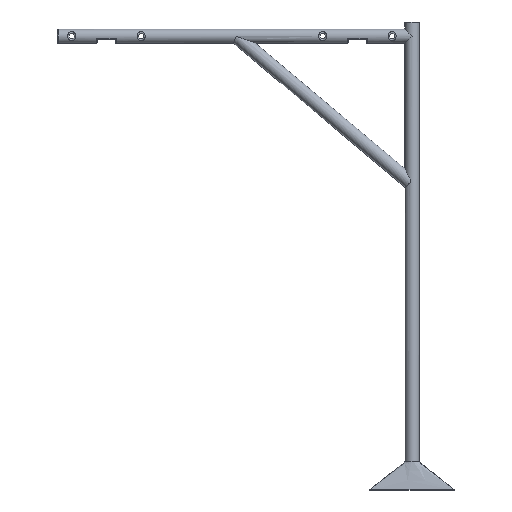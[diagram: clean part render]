
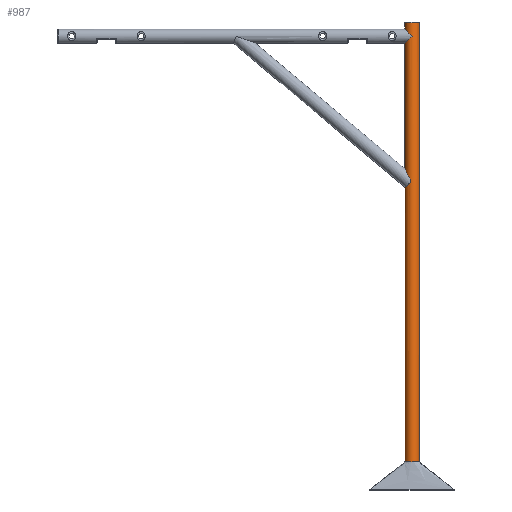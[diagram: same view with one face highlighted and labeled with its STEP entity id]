
A CAD part, front view. The second image highlights one B-rep face of the part: STEP entity #987.
In plain terms, the highlighted cylindrical face has radius 2.5 mm (diameter 5 mm), a full revolution.
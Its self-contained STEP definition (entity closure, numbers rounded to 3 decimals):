
#22=FACE_BOUND('',#251,.T.);
#23=FACE_BOUND('',#252,.T.);
#50=CIRCLE('',#1091,2.5);
#51=CIRCLE('',#1092,2.5);
#52=CIRCLE('',#1094,2.5);
#53=CIRCLE('',#1095,2.5);
#54=CIRCLE('',#1096,2.5);
#55=CIRCLE('',#1097,2.5);
#56=CIRCLE('',#1098,2.5);
#106=LINE('',#2054,#140);
#140=VECTOR('',#1278,2.5);
#157=CYLINDRICAL_SURFACE('',#1093,2.5);
#190=FACE_OUTER_BOUND('',#250,.T.);
#250=EDGE_LOOP('',(#804,#805,#806,#807,#808,#809,#810,#811,#812));
#251=EDGE_LOOP('',(#813,#814,#815,#816));
#252=EDGE_LOOP('',(#817,#818));
#357=ELLIPSE('',#1045,2.758,2.5);
#358=ELLIPSE('',#1047,5.916,2.5);
#359=ELLIPSE('',#1052,3.889,2.5);
#362=ELLIPSE('',#1058,3.889,2.5);
#363=ELLIPSE('',#1071,3.536,2.5);
#364=ELLIPSE('',#1072,3.536,2.5);
#385=VERTEX_POINT('',#1560);
#386=VERTEX_POINT('',#1562);
#387=VERTEX_POINT('',#1564);
#388=VERTEX_POINT('',#1566);
#415=VERTEX_POINT('',#1746);
#416=VERTEX_POINT('',#1748);
#435=VERTEX_POINT('',#2047);
#436=VERTEX_POINT('',#2049);
#437=VERTEX_POINT('',#2053);
#438=VERTEX_POINT('',#2055);
#439=VERTEX_POINT('',#2057);
#440=VERTEX_POINT('',#2059);
#441=VERTEX_POINT('',#2061);
#497=EDGE_CURVE('',#386,#385,#357,.T.);
#499=EDGE_CURVE('',#388,#387,#358,.T.);
#502=EDGE_CURVE('',#385,#388,#359,.T.);
#505=EDGE_CURVE('',#387,#386,#362,.T.);
#538=EDGE_CURVE('',#416,#415,#363,.T.);
#539=EDGE_CURVE('',#415,#416,#364,.T.);
#571=EDGE_CURVE('',#435,#436,#50,.T.);
#572=EDGE_CURVE('',#436,#435,#51,.T.);
#573=EDGE_CURVE('',#436,#437,#106,.T.);
#574=EDGE_CURVE('',#438,#437,#52,.T.);
#575=EDGE_CURVE('',#439,#438,#53,.T.);
#576=EDGE_CURVE('',#440,#439,#54,.T.);
#577=EDGE_CURVE('',#441,#440,#55,.T.);
#578=EDGE_CURVE('',#437,#441,#56,.T.);
#804=ORIENTED_EDGE('',*,*,#572,.F.);
#805=ORIENTED_EDGE('',*,*,#573,.T.);
#806=ORIENTED_EDGE('',*,*,#574,.F.);
#807=ORIENTED_EDGE('',*,*,#575,.F.);
#808=ORIENTED_EDGE('',*,*,#576,.F.);
#809=ORIENTED_EDGE('',*,*,#577,.F.);
#810=ORIENTED_EDGE('',*,*,#578,.F.);
#811=ORIENTED_EDGE('',*,*,#573,.F.);
#812=ORIENTED_EDGE('',*,*,#571,.F.);
#813=ORIENTED_EDGE('',*,*,#502,.T.);
#814=ORIENTED_EDGE('',*,*,#499,.T.);
#815=ORIENTED_EDGE('',*,*,#505,.T.);
#816=ORIENTED_EDGE('',*,*,#497,.T.);
#817=ORIENTED_EDGE('',*,*,#538,.T.);
#818=ORIENTED_EDGE('',*,*,#539,.T.);
#987=ADVANCED_FACE('',(#190,#22,#23),#157,.T.);
#1045=AXIS2_PLACEMENT_3D('',#1563,#1163,#1164);
#1047=AXIS2_PLACEMENT_3D('',#1567,#1167,#1168);
#1052=AXIS2_PLACEMENT_3D('',#1572,#1177,#1178);
#1058=AXIS2_PLACEMENT_3D('',#1578,#1189,#1190);
#1071=AXIS2_PLACEMENT_3D('',#1749,#1226,#1227);
#1072=AXIS2_PLACEMENT_3D('',#1750,#1228,#1229);
#1091=AXIS2_PLACEMENT_3D('',#2050,#1272,#1273);
#1092=AXIS2_PLACEMENT_3D('',#2051,#1274,#1275);
#1093=AXIS2_PLACEMENT_3D('',#2052,#1276,#1277);
#1094=AXIS2_PLACEMENT_3D('',#2056,#1279,#1280);
#1095=AXIS2_PLACEMENT_3D('',#2058,#1281,#1282);
#1096=AXIS2_PLACEMENT_3D('',#2060,#1283,#1284);
#1097=AXIS2_PLACEMENT_3D('',#2062,#1285,#1286);
#1098=AXIS2_PLACEMENT_3D('',#2063,#1287,#1288);
#1163=DIRECTION('center_axis',(0.423,0.,-0.906));
#1164=DIRECTION('ref_axis',(0.906,0.,0.423));
#1167=DIRECTION('center_axis',(0.906,0.,0.423));
#1168=DIRECTION('ref_axis',(-0.423,0.,0.906));
#1177=DIRECTION('center_axis',(0.766,0.,-0.643));
#1178=DIRECTION('ref_axis',(-0.643,0.,-0.766));
#1189=DIRECTION('center_axis',(0.766,0.,-0.643));
#1190=DIRECTION('ref_axis',(-0.643,0.,-0.766));
#1226=DIRECTION('center_axis',(0.707,0.,0.707));
#1227=DIRECTION('ref_axis',(0.707,0.,-0.707));
#1228=DIRECTION('center_axis',(0.707,0.,-0.707));
#1229=DIRECTION('ref_axis',(-0.707,0.,-0.707));
#1272=DIRECTION('center_axis',(0.,0.,1.));
#1273=DIRECTION('ref_axis',(-0.832,-0.555,0.));
#1274=DIRECTION('center_axis',(0.,0.,1.));
#1275=DIRECTION('ref_axis',(-0.832,-0.555,0.));
#1276=DIRECTION('center_axis',(0.,0.,1.));
#1277=DIRECTION('ref_axis',(-1.,0.,0.));
#1278=DIRECTION('',(0.,0.,-1.));
#1279=DIRECTION('center_axis',(0.,0.,-1.));
#1280=DIRECTION('ref_axis',(1.,0.,0.));
#1281=DIRECTION('center_axis',(0.,0.,-1.));
#1282=DIRECTION('ref_axis',(1.,0.,0.));
#1283=DIRECTION('center_axis',(0.,0.,-1.));
#1284=DIRECTION('ref_axis',(1.,0.,0.));
#1285=DIRECTION('center_axis',(0.,0.,-1.));
#1286=DIRECTION('ref_axis',(1.,0.,0.));
#1287=DIRECTION('center_axis',(0.,0.,-1.));
#1288=DIRECTION('ref_axis',(1.,0.,0.));
#1560=CARTESIAN_POINT('',(-1.743,-4.207,107.145));
#1562=CARTESIAN_POINT('',(-1.743,-7.793,107.145));
#1563=CARTESIAN_POINT('Origin',(0.,-6.,
107.957));
#1564=CARTESIAN_POINT('',(-0.379,-8.471,108.77));
#1566=CARTESIAN_POINT('',(-0.379,-3.529,108.77));
#1567=CARTESIAN_POINT('Origin',(0.,-6.,
107.957));
#1572=CARTESIAN_POINT('Origin',(0.,-6.,109.221));
#1578=CARTESIAN_POINT('Origin',(0.,-6.,109.221));
#1746=CARTESIAN_POINT('',(0.,-8.5,160.));
#1748=CARTESIAN_POINT('',(0.,-3.5,160.));
#1749=CARTESIAN_POINT('Origin',(0.,-6.,160.));
#1750=CARTESIAN_POINT('Origin',(0.,-6.,160.));
#2047=CARTESIAN_POINT('',(-2.5,-6.,164.8));
#2049=CARTESIAN_POINT('',(2.5,-6.,164.8));
#2050=CARTESIAN_POINT('Origin',(0.,-6.,164.8));
#2051=CARTESIAN_POINT('Origin',(0.,-6.,164.8));
#2052=CARTESIAN_POINT('Origin',(0.,-6.,10.));
#2053=CARTESIAN_POINT('',(2.5,-6.,10.));
#2054=CARTESIAN_POINT('',(2.5,-6.,10.));
#2055=CARTESIAN_POINT('',(2.08,-4.613,10.));
#2056=CARTESIAN_POINT('Origin',(0.,-6.,
10.));
#2057=CARTESIAN_POINT('',(-2.08,-4.613,10.));
#2058=CARTESIAN_POINT('Origin',(0.,-6.,
10.));
#2059=CARTESIAN_POINT('',(-2.08,-7.387,10.));
#2060=CARTESIAN_POINT('Origin',(0.,-6.,
10.));
#2061=CARTESIAN_POINT('',(2.08,-7.387,10.));
#2062=CARTESIAN_POINT('Origin',(0.,-6.,
10.));
#2063=CARTESIAN_POINT('Origin',(0.,-6.,
10.));
